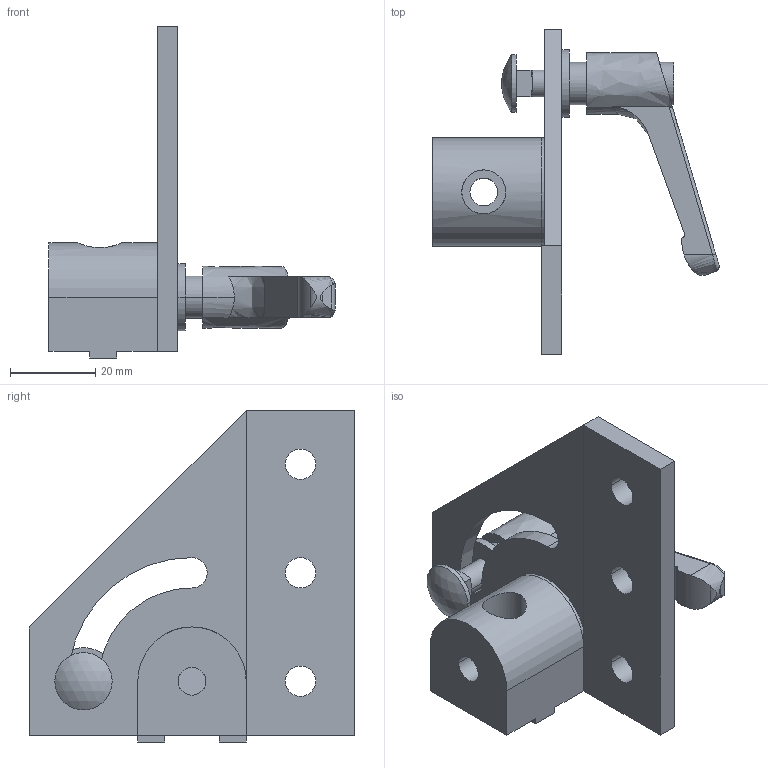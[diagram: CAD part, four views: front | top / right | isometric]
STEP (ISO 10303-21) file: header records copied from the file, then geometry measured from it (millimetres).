
FILE_DESCRIPTION((''),'2;1');
FILE_NAME('10HI8355.stp','2015-07-14T08:12:15',(''),(''),'Mechanical Desktop 2011','Mechanical Desktop 2011',', , ');
FILE_SCHEMA(('AUTOMOTIVE_DESIGN { 1 2 10303 214 1 1 1 1 }'));
Length unit declared in the file: inch
Products named in the file (1): Product
Bounding box: 66.99 x 76.2 x 77.72 mm (x, y, z)
Volume: 37419.3 mm3; surface area: 20032.5 mm2
Topology: 7 solids, 7 shells, 120 faces, 293 edges, 190 vertices
Faces by surface type: bspline 80, plane 20, cylinder 15, cone 4, sphere 1
Entity records: 4669 total; most frequent: CARTESIAN_POINT 1957, ORIENTED_EDGE 582, DIRECTION 468, EDGE_CURVE 291, VERTEX_POINT 190, AXIS2_PLACEMENT_3D 158, VECTOR 152, LINE 152
